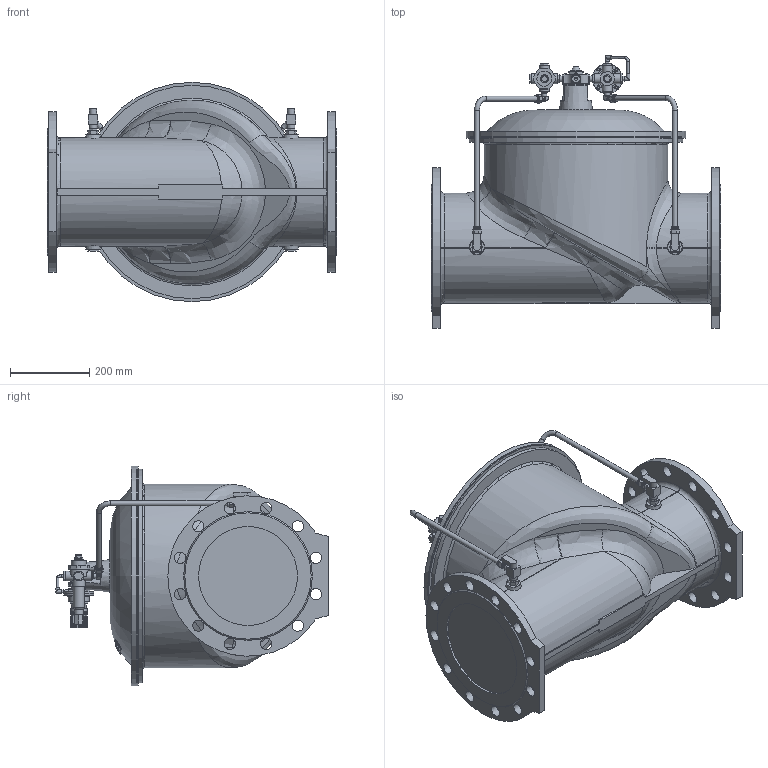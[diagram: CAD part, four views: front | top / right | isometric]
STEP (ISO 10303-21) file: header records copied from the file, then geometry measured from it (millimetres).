
FILE_DESCRIPTION (( 'STEP AP203' ), '1' );
FILE_NAME ('O_859_10_DN0250_1XXXX00_STEP.STEP', '2015-06-12T09:08:58', ( '' ), ( '' ), 'SwSTEP 2.0', 'SolidWorks 2012', '' );
FILE_SCHEMA (( 'CONFIG_CONTROL_DESIGN' ));
Length unit declared in the file: millimetre
Products named in the file (1): O_859_10_DN0250_1XXXX00_STEP
Bounding box: 730 x 688 x 554 mm (x, y, z)
Volume: 90521787.3 mm3; surface area: 1803052.8 mm2
Topology: 1 solids, 1 shells, 1159 faces, 2960 edges, 1889 vertices
Faces by surface type: plane 686, cylinder 229, cone 103, bspline 102, torus 37, sphere 2
Full cylindrical faces by diameter (mm): 6 x6, 7 x1, 7.7 x2, 9 x4, 9.5 x4, 12.5 x4, 12.8 x6, 15 x2, 16 x4, 18 x2, 18.05 x4, 20 x6, 22 x1, 25 x8, 28 x1, 28.5 x24, 32 x2, 37 x1, 38 x2, 42 x1, 46 x3, 51 x1, 53 x1, 70 x1, 75 x3, 250 x2, 464 x1, 539 x1, 554 x3
Entity records: 42984 total; most frequent: CARTESIAN_POINT 16990, ORIENTED_EDGE 5452, DIRECTION 4902, EDGE_CURVE 2726, VERTEX_POINT 1807, AXIS2_PLACEMENT_3D 1732, EDGE_LOOP 1447, LINE 1438
